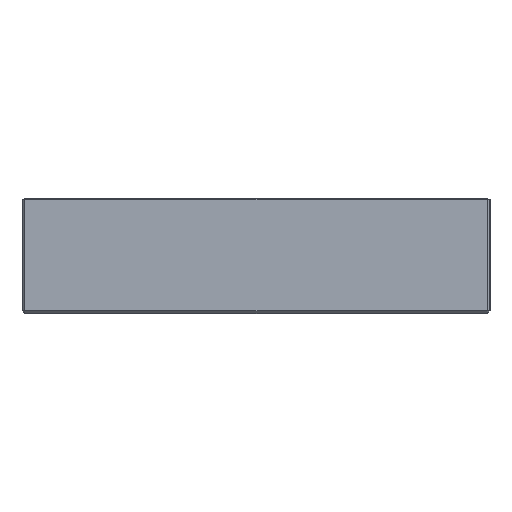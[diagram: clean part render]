
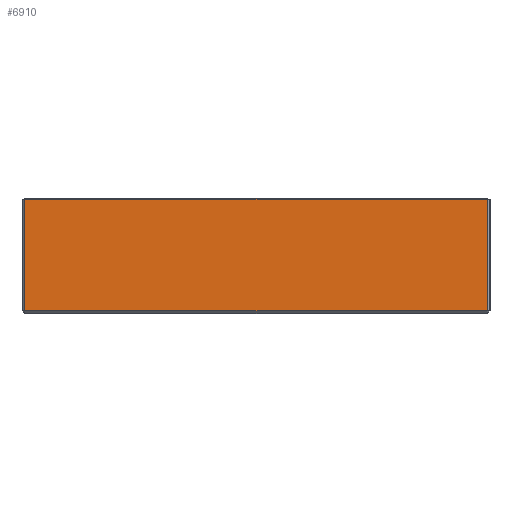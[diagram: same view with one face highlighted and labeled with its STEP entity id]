
A CAD part, left-side view. The second image highlights one B-rep face of the part: STEP entity #6910.
In plain terms, the highlighted planar face has unit normal (-1, 0, 0).
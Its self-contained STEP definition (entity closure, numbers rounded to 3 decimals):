
#419=PLANE('',#7493);
#735=FACE_OUTER_BOUND('',#1187,.T.);
#1187=EDGE_LOOP('',(#5535,#5536,#5537,#5538));
#2086=LINE('',#11190,#2748);
#2089=LINE('',#11196,#2751);
#2098=LINE('',#11213,#2760);
#2103=LINE('',#11222,#2765);
#2748=VECTOR('',#8916,10.);
#2751=VECTOR('',#8921,10.);
#2760=VECTOR('',#8938,10.);
#2765=VECTOR('',#8947,10.);
#3395=VERTEX_POINT('',#11165);
#3402=VERTEX_POINT('',#11180);
#3404=VERTEX_POINT('',#11192);
#3409=VERTEX_POINT('',#11211);
#4182=EDGE_CURVE('',#3395,#3402,#2086,.T.);
#4185=EDGE_CURVE('',#3402,#3404,#2089,.T.);
#4194=EDGE_CURVE('',#3409,#3395,#2098,.T.);
#4199=EDGE_CURVE('',#3404,#3409,#2103,.T.);
#5535=ORIENTED_EDGE('',*,*,#4185,.F.);
#5536=ORIENTED_EDGE('',*,*,#4182,.F.);
#5537=ORIENTED_EDGE('',*,*,#4194,.F.);
#5538=ORIENTED_EDGE('',*,*,#4199,.F.);
#6910=ADVANCED_FACE('',(#735),#419,.T.);
#7493=AXIS2_PLACEMENT_3D('',#11221,#8945,#8946);
#8916=DIRECTION('',(0.,1.,0.));
#8921=DIRECTION('',(0.,0.,1.));
#8938=DIRECTION('',(0.,0.,-1.));
#8945=DIRECTION('center_axis',(-1.,0.,0.));
#8946=DIRECTION('ref_axis',(0.,-1.,0.));
#8947=DIRECTION('',(0.,-1.,0.));
#11165=CARTESIAN_POINT('',(-1.8,-2.6,-11.291));
#11180=CARTESIAN_POINT('',(-1.8,78.6,-11.291));
#11190=CARTESIAN_POINT('',(-1.8,57.213,-11.291));
#11192=CARTESIAN_POINT('',(-1.8,78.6,8.3));
#11196=CARTESIAN_POINT('',(-1.8,78.6,-7.5));
#11211=CARTESIAN_POINT('',(-1.8,-2.6,8.3));
#11213=CARTESIAN_POINT('',(-1.8,-2.6,-7.5));
#11221=CARTESIAN_POINT('Origin',(-1.8,79.1,-7.5));
#11222=CARTESIAN_POINT('',(-1.8,65.15,8.3));
